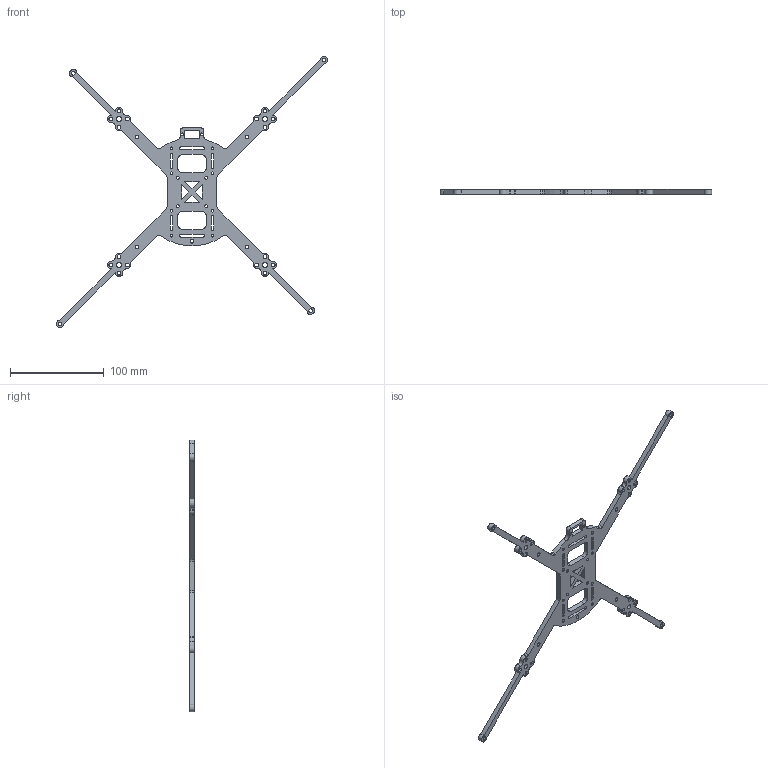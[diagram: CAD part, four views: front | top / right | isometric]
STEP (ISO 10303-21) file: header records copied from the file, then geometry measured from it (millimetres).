
FILE_DESCRIPTION (( 'STEP AP214' ), '1' );
FILE_NAME ('Airframe R6.STEP', '2023-10-30T11:39:08', ( '' ), ( '' ), 'SwSTEP 2.0', 'SolidWorks 2021', '' );
FILE_SCHEMA (( 'AUTOMOTIVE_DESIGN' ));
Length unit declared in the file: millimetre
Products named in the file (1): Airframe R6
Bounding box: 289.25 x 5 x 289.25 mm (x, y, z)
Volume: 53141.9 mm3; surface area: 34555.2 mm2
Topology: 1 solids, 1 shells, 298 faces, 878 edges, 582 vertices
Faces by surface type: cylinder 183, plane 105, cone 10
Entity records: 10336 total; most frequent: DIRECTION 1852, CARTESIAN_POINT 1759, ORIENTED_EDGE 1756, EDGE_CURVE 878, AXIS2_PLACEMENT_3D 675, VERTEX_POINT 582, VECTOR 502, LINE 502
